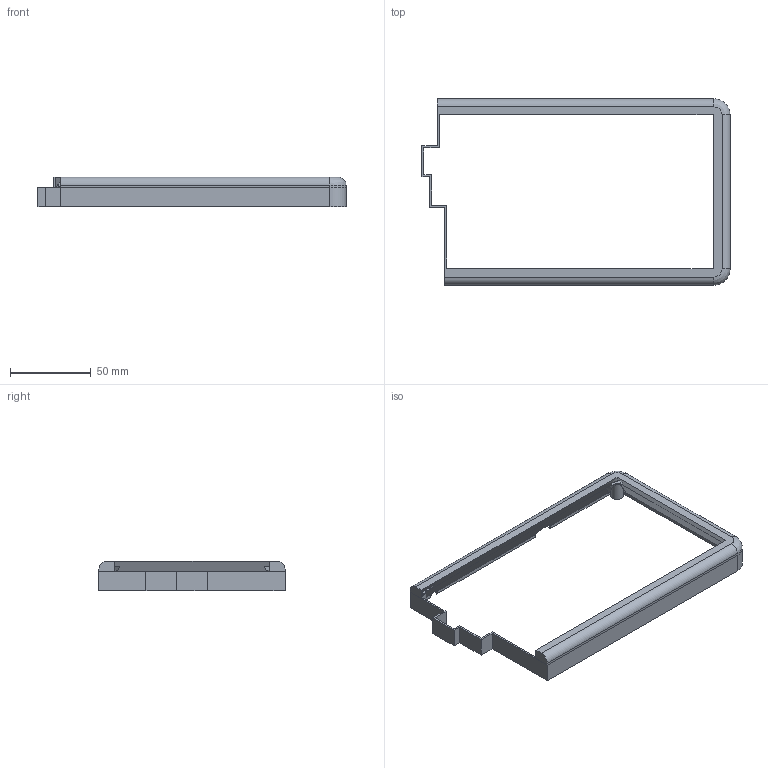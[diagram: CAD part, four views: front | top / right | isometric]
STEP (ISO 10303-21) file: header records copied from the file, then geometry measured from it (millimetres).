
FILE_DESCRIPTION(/* description */ (''),/* implementation_level */ '2;1');
FILE_NAME(/* name */ 'Quefrency V2 Case v35.step',/* time_stamp */ '2020-10-21T21:52:57-04:00',/* author */ (''),/* organization */ (''),/* preprocessor_version */ 'ST-DEVELOPER v18.1',/* originating_system */ 'Autodesk Translation Framework v9.3.0.1241',/* authorisation */ '');
FILE_SCHEMA (('AUTOMOTIVE_DESIGN { 1 0 10303 214 3 1 1 }'));
Length unit declared in the file: millimetre
Products named in the file (3): Quefrency V2 Case; Left Case; Right Case
Assembly tree (2 placements, depth 2):
  Quefrency V2 Case
    Left Case
    Right Case
Bounding box: 191.17 x 115.54 x 18.3 mm (x, y, z)
Volume: 45445 mm3; surface area: 32655.5 mm2
Topology: 2 solids, 2 shells, 137 faces, 374 edges, 244 vertices
Faces by surface type: plane 95, cylinder 27, cone 9, bspline 6
Full cylindrical faces by diameter (mm): 3.3 x8
Entity records: 4596 total; most frequent: CARTESIAN_POINT 1005, ORIENTED_EDGE 748, DIRECTION 712, EDGE_CURVE 374, LINE 268, VECTOR 268, VERTEX_POINT 244, AXIS2_PLACEMENT_3D 222
